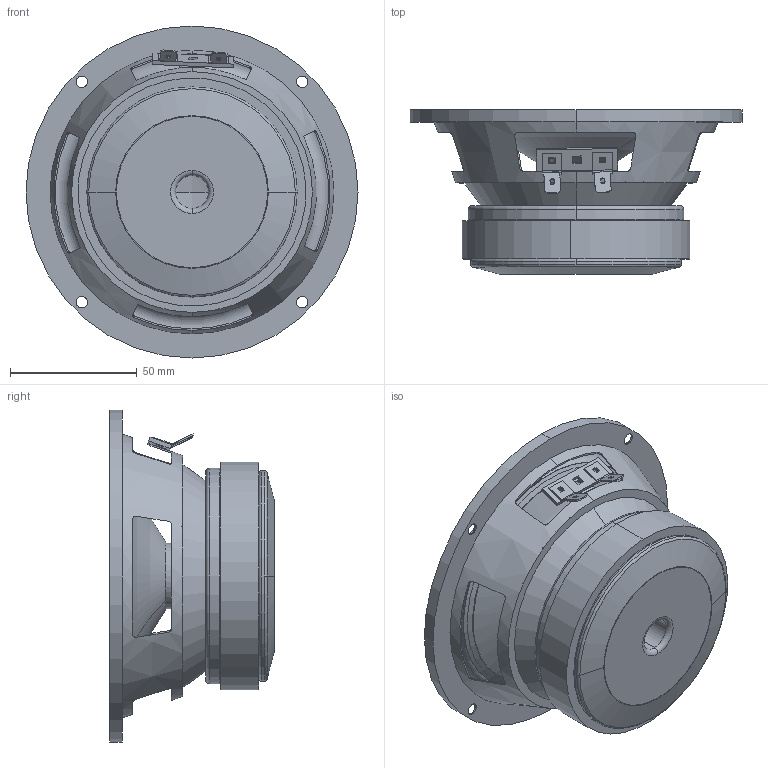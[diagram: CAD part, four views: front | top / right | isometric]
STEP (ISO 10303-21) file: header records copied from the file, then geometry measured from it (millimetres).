
FILE_DESCRIPTION (( 'STEP AP214' ), '1' );
FILE_NAME ('5.25inch woofer.STEP', '2022-04-11T10:41:25', ( '' ), ( '' ), 'SwSTEP 2.0', 'SolidWorks 2020', '' );
FILE_SCHEMA (( 'AUTOMOTIVE_DESIGN' ));
Length unit declared in the file: millimetre
Products named in the file (1): 5.25inch woofer
Bounding box: 131 x 64.8 x 131 mm (x, y, z)
Volume: 162730.1 mm3; surface area: 139855.4 mm2
Topology: 13 solids, 14 shells, 357 faces, 857 edges, 526 vertices
Faces by surface type: plane 104, cylinder 97, cone 92, torus 58, sphere 4, bspline 2
Entity records: 14870 total; most frequent: CARTESIAN_POINT 2159, DIRECTION 1923, ORIENTED_EDGE 1714, EDGE_CURVE 857, AXIS2_PLACEMENT_3D 770, VERTEX_POINT 526, EDGE_LOOP 423, CIRCLE 414
